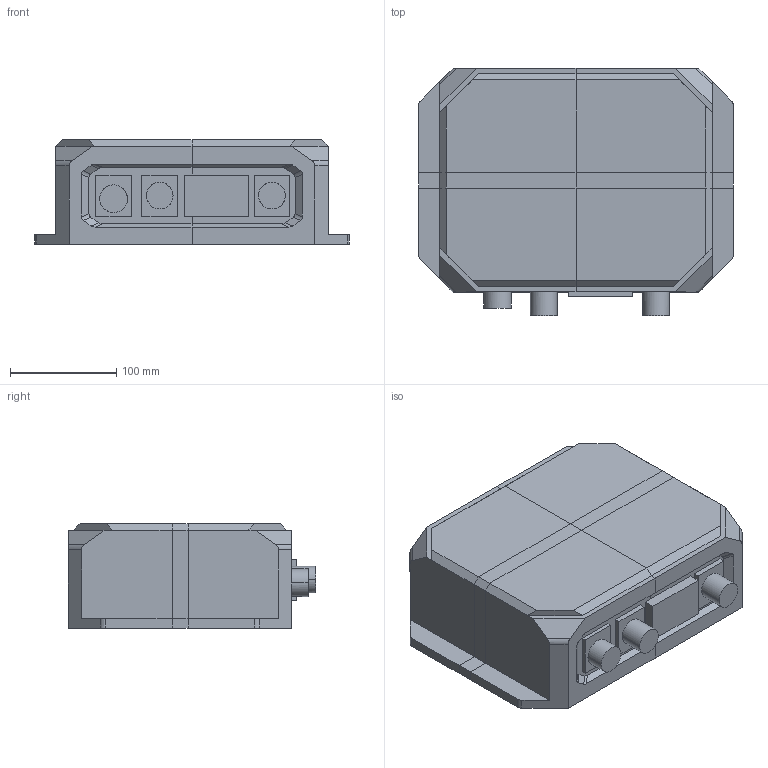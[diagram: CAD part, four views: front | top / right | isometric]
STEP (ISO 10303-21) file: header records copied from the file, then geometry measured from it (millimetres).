
FILE_DESCRIPTION(/* description */ (''),/* implementation_level */ '2;1');
FILE_NAME(/* name */ 'Mist Elektronik_Askeri Box PC_D-V05_FOR BOX_171220',/* time_stamp */ '2020-12-17T10:20:59+03:00',/* author */ (''),/* organization */ (''),/* preprocessor_version */ 'ST-DEVELOPER v18',/* originating_system */ '',/* authorisation */ '');
FILE_SCHEMA (('AUTOMOTIVE_DESIGN { 1 0 10303 214 3 1 1 }'));
Length unit declared in the file: millimetre
Bounding box: 296 x 232.5 x 98.2 mm (x, y, z)
Volume: 5267226.8 mm3; surface area: 215512.2 mm2
Topology: 1 solids, 1 shells, 117 faces, 287 edges, 178 vertices
Faces by surface type: bspline 117
Entity records: 3832 total; most frequent: CARTESIAN_POINT 2218, ORIENTED_EDGE 574, EDGE_CURVE 287, VERTEX_POINT 178, EDGE_LOOP 123, FACE_OUTER_BOUND 117, ADVANCED_FACE 117, B_SPLINE_SURFACE_WITH_KNOTS 111
